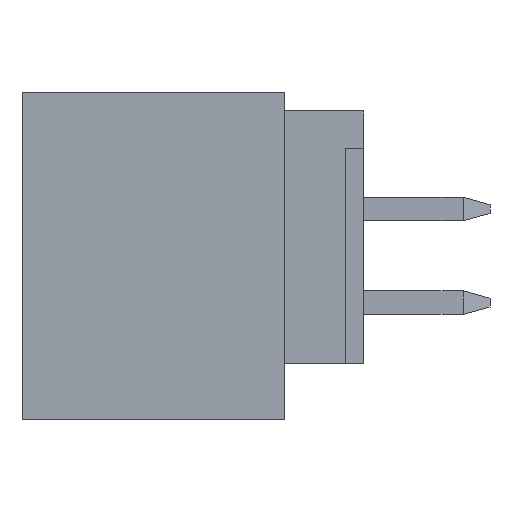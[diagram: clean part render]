
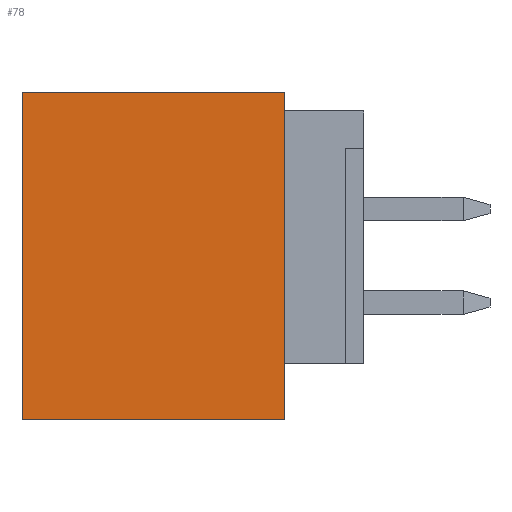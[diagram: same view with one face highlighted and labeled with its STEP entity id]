
A CAD part, left-side view. The second image highlights one B-rep face of the part: STEP entity #78.
In plain terms, the highlighted planar face has unit normal (-1, 0, 0).
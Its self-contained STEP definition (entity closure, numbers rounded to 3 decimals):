
#78=ADVANCED_FACE('',(#410),#411,.T.);
#410=FACE_OUTER_BOUND('',#1071,.T.);
#411=PLANE('',#1072);
#1071=EDGE_LOOP('',(#1737,#1738,#1739,#1740));
#1072=AXIS2_PLACEMENT_3D('',#1741,#1742,#1743);
#1737=ORIENTED_EDGE('',*,*,#4154,.T.);
#1738=ORIENTED_EDGE('',*,*,#4155,.F.);
#1739=ORIENTED_EDGE('',*,*,#4156,.F.);
#1740=ORIENTED_EDGE('',*,*,#4153,.T.);
#1741=CARTESIAN_POINT('',(-11.43,3.555,-4.445));
#1742=DIRECTION('',(-1.0,0.0,0.0));
#1743=DIRECTION('',(0.0,0.0,1.0));
#4153=EDGE_CURVE('',#4962,#4966,#4968,.T.);
#4154=EDGE_CURVE('',#4966,#4969,#4970,.T.);
#4155=EDGE_CURVE('',#4971,#4969,#4972,.T.);
#4156=EDGE_CURVE('',#4962,#4971,#4973,.T.);
#4962=VERTEX_POINT('',#6151);
#4966=VERTEX_POINT('',#6157);
#4968=LINE('',#6160,#6161);
#4969=VERTEX_POINT('',#6162);
#4970=LINE('',#6163,#6164);
#4971=VERTEX_POINT('',#6165);
#4972=LINE('',#6166,#6167);
#4973=LINE('',#6168,#6169);
#6151=CARTESIAN_POINT('',(-11.43,3.555,-4.445));
#6157=CARTESIAN_POINT('',(-11.43,-3.555,-4.445));
#6160=CARTESIAN_POINT('',(-11.43,3.555,-4.445));
#6161=VECTOR('',#8107,7.11);
#6162=CARTESIAN_POINT('',(-11.43,-3.555,4.445));
#6163=CARTESIAN_POINT('',(-11.43,-3.555,-4.445));
#6164=VECTOR('',#8108,8.89);
#6165=CARTESIAN_POINT('',(-11.43,3.555,4.445));
#6166=CARTESIAN_POINT('',(-11.43,3.555,4.445));
#6167=VECTOR('',#8109,7.11);
#6168=CARTESIAN_POINT('',(-11.43,3.555,-4.445));
#6169=VECTOR('',#8110,8.89);
#8107=DIRECTION('',(0.0,-1.0,0.0));
#8108=DIRECTION('',(0.0,0.0,1.0));
#8109=DIRECTION('',(0.0,-1.0,0.0));
#8110=DIRECTION('',(0.0,0.0,1.0));
